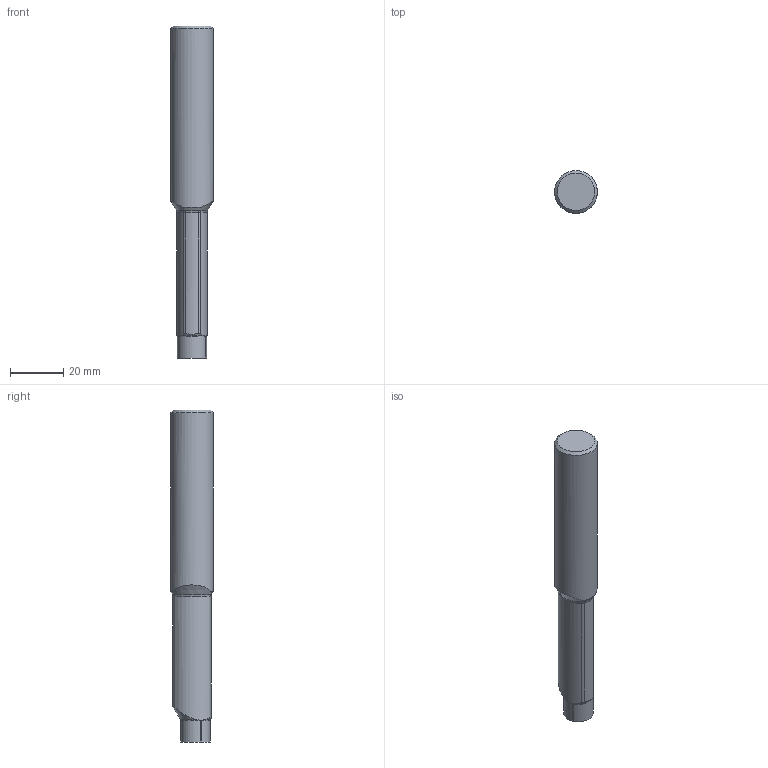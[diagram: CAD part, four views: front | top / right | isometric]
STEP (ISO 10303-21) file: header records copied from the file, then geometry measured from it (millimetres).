
FILE_DESCRIPTION(/* description */ (''),/* implementation_level */ '2;1');
FILE_NAME(/* name */ '1589880487537.stp',/* time_stamp */ '2020-05-19T14:58:20+05:00',/* author */ (''),/* organization */ ('SMS'),/* preprocessor_version */ 'ST-DEVELOPER v16.7',/* originating_system */ 'SIEMENS PLM Software NX 12.0',/* authorisation */ '');
FILE_SCHEMA (('AUTOMOTIVE_DESIGN { 1 0 10303 214 3 1 1 1 }'));
Length unit declared in the file: millimetre
Products named in the file (1): 202740534mod000_00
Bounding box: 15.99 x 16 x 124.4 mm (x, y, z)
Volume: 20695.5 mm3; surface area: 5966.3 mm2
Topology: 1 solids, 1 shells, 34 faces, 81 edges, 52 vertices
Faces by surface type: cone 11, cylinder 11, torus 10, plane 2
Full cylindrical faces by diameter (mm): 16 x1
Entity records: 1195 total; most frequent: CARTESIAN_POINT 375, DIRECTION 168, ORIENTED_EDGE 156, EDGE_CURVE 78, AXIS2_PLACEMENT_3D 74, VERTEX_POINT 48, EDGE_LOOP 36, CIRCLE 36
